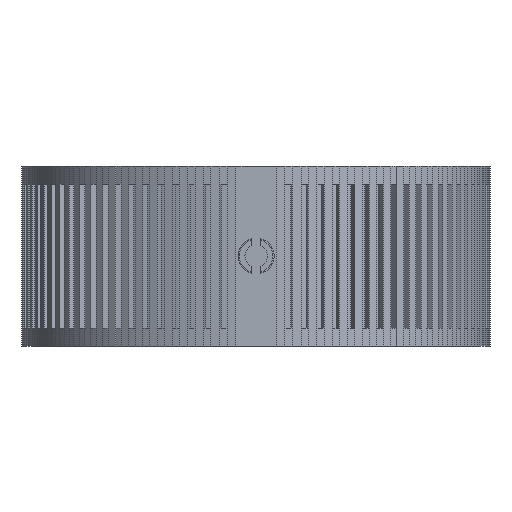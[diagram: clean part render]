
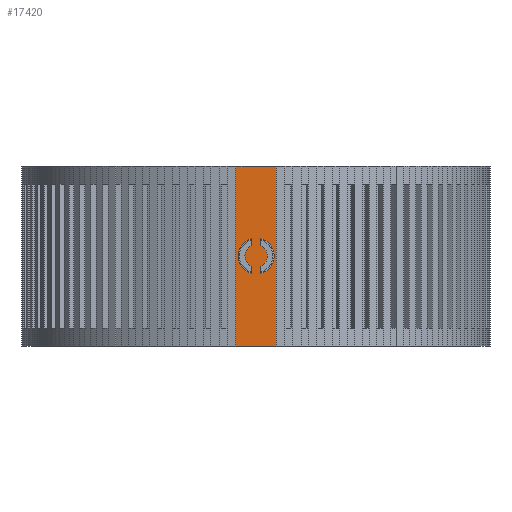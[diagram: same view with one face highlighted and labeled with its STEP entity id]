
A CAD part, left-side view. The second image highlights one B-rep face of the part: STEP entity #17420.
In plain terms, the highlighted planar face has unit normal (-1, 0, 0).
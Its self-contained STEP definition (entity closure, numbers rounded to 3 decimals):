
#56=FACE_BOUND('',#2027,.T.);
#57=FACE_BOUND('',#2028,.T.);
#359=PLANE('',#18946);
#1129=FACE_OUTER_BOUND('',#2026,.T.);
#2026=EDGE_LOOP('',(#14504,#14505,#14506,#14507));
#2027=EDGE_LOOP('',(#14508,#14509,#14510,#14511));
#2028=EDGE_LOOP('',(#14512,#14513,#14514,#14515));
#2477=CIRCLE('',#17909,4.);
#2478=CIRCLE('',#17912,4.);
#2479=CIRCLE('',#17915,2.5);
#2480=CIRCLE('',#17917,2.5);
#3196=LINE('',#24845,#5122);
#3206=LINE('',#24869,#5132);
#3215=LINE('',#24898,#5141);
#3219=LINE('',#24908,#5145);
#4485=LINE('',#28457,#6411);
#4563=LINE('',#28647,#6489);
#4565=LINE('',#28652,#6491);
#4567=LINE('',#28655,#6493);
#5122=VECTOR('',#19707,10.);
#5132=VECTOR('',#19727,10.);
#5141=VECTOR('',#19762,10.);
#5145=VECTOR('',#19772,10.);
#6411=VECTOR('',#23026,10.);
#6489=VECTOR('',#23178,10.);
#6491=VECTOR('',#23182,10.);
#6493=VECTOR('',#23186,10.);
#7133=VERTEX_POINT('',#24842);
#7134=VERTEX_POINT('',#24844);
#7142=VERTEX_POINT('',#24866);
#7143=VERTEX_POINT('',#24868);
#7149=VERTEX_POINT('',#24892);
#7150=VERTEX_POINT('',#24896);
#7151=VERTEX_POINT('',#24900);
#7153=VERTEX_POINT('',#24906);
#8441=VERTEX_POINT('',#28454);
#8442=VERTEX_POINT('',#28456);
#8517=VERTEX_POINT('',#28645);
#8519=VERTEX_POINT('',#28651);
#8908=EDGE_CURVE('',#7134,#7133,#3196,.T.);
#8920=EDGE_CURVE('',#7143,#7142,#3206,.T.);
#8933=EDGE_CURVE('',#7142,#7149,#2477,.T.);
#8935=EDGE_CURVE('',#7149,#7150,#3215,.T.);
#8937=EDGE_CURVE('',#7133,#7151,#2478,.T.);
#8940=EDGE_CURVE('',#7151,#7153,#3219,.T.);
#8941=EDGE_CURVE('',#7150,#7143,#2479,.T.);
#8942=EDGE_CURVE('',#7153,#7134,#2480,.T.);
#10713=EDGE_CURVE('',#8441,#8442,#4485,.T.);
#10827=EDGE_CURVE('',#8517,#8441,#4563,.T.);
#10829=EDGE_CURVE('',#8519,#8442,#4565,.T.);
#10831=EDGE_CURVE('',#8517,#8519,#4567,.T.);
#14504=ORIENTED_EDGE('',*,*,#10831,.T.);
#14505=ORIENTED_EDGE('',*,*,#10829,.T.);
#14506=ORIENTED_EDGE('',*,*,#10713,.F.);
#14507=ORIENTED_EDGE('',*,*,#10827,.F.);
#14508=ORIENTED_EDGE('',*,*,#8941,.T.);
#14509=ORIENTED_EDGE('',*,*,#8920,.T.);
#14510=ORIENTED_EDGE('',*,*,#8933,.T.);
#14511=ORIENTED_EDGE('',*,*,#8935,.T.);
#14512=ORIENTED_EDGE('',*,*,#8942,.T.);
#14513=ORIENTED_EDGE('',*,*,#8908,.T.);
#14514=ORIENTED_EDGE('',*,*,#8937,.T.);
#14515=ORIENTED_EDGE('',*,*,#8940,.T.);
#17420=ADVANCED_FACE('',(#1129,#56,#57),#359,.T.);
#17909=AXIS2_PLACEMENT_3D('',#24894,#19757,#19758);
#17912=AXIS2_PLACEMENT_3D('',#24902,#19766,#19767);
#17915=AXIS2_PLACEMENT_3D('',#24910,#19775,#19776);
#17917=AXIS2_PLACEMENT_3D('',#24912,#19779,#19780);
#18946=AXIS2_PLACEMENT_3D('',#28654,#23184,#23185);
#19707=DIRECTION('',(0.,0.,-1.));
#19727=DIRECTION('',(0.,0.,1.));
#19757=DIRECTION('center_axis',(1.,0.,0.));
#19758=DIRECTION('ref_axis',(0.,-0.24,-0.971));
#19762=DIRECTION('',(0.,0.,1.));
#19766=DIRECTION('center_axis',(1.,0.,0.));
#19767=DIRECTION('ref_axis',(0.,0.26,0.966));
#19772=DIRECTION('',(0.,0.,-1.));
#19775=DIRECTION('center_axis',(-1.,0.,0.));
#19776=DIRECTION('ref_axis',(0.,-0.384,-0.923));
#19779=DIRECTION('center_axis',(-1.,0.,0.));
#19780=DIRECTION('ref_axis',(0.,0.416,0.909));
#23026=DIRECTION('',(0.,-1.,0.));
#23178=DIRECTION('',(0.,0.,1.));
#23182=DIRECTION('',(0.,0.,1.));
#23184=DIRECTION('center_axis',(-1.,0.,0.));
#23185=DIRECTION('ref_axis',(0.,-1.,0.));
#23186=DIRECTION('',(0.,-1.,0.));
#24842=CARTESIAN_POINT('',(-52.015,1.,16.137));
#24844=CARTESIAN_POINT('',(-52.015,1.,17.726));
#24845=CARTESIAN_POINT('',(-52.015,1.,8.069));
#24866=CARTESIAN_POINT('',(-52.015,-1.,23.883));
#24868=CARTESIAN_POINT('',(-52.015,-1.,22.308));
#24869=CARTESIAN_POINT('',(-52.015,-1.,11.941));
#24892=CARTESIAN_POINT('',(-52.015,-1.,16.117));
#24894=CARTESIAN_POINT('Origin',(-52.015,-0.039,
20.));
#24896=CARTESIAN_POINT('',(-52.015,-1.,17.692));
#24898=CARTESIAN_POINT('',(-52.015,-1.,8.846));
#24900=CARTESIAN_POINT('',(-52.015,1.,23.863));
#24902=CARTESIAN_POINT('Origin',(-52.015,-0.039,
20.));
#24906=CARTESIAN_POINT('',(-52.015,1.,22.274));
#24908=CARTESIAN_POINT('',(-52.015,1.,11.137));
#24910=CARTESIAN_POINT('Origin',(-52.015,-0.039,
20.));
#24912=CARTESIAN_POINT('Origin',(-52.015,-0.039,
20.));
#28454=CARTESIAN_POINT('',(-52.015,4.461,40.));
#28456=CARTESIAN_POINT('',(-52.015,-4.539,40.));
#28457=CARTESIAN_POINT('',(-52.015,4.461,40.));
#28645=CARTESIAN_POINT('',(-52.015,4.461,0.));
#28647=CARTESIAN_POINT('',(-52.015,4.461,0.));
#28651=CARTESIAN_POINT('',(-52.015,-4.539,0.));
#28652=CARTESIAN_POINT('',(-52.015,-4.539,0.));
#28654=CARTESIAN_POINT('Origin',(-52.015,4.461,0.));
#28655=CARTESIAN_POINT('',(-52.015,4.461,0.));
